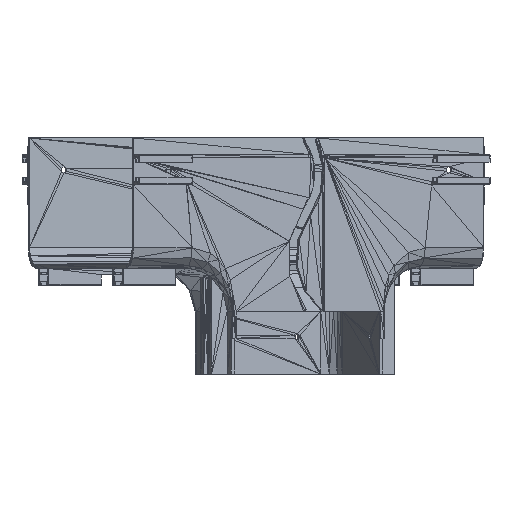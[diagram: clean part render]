
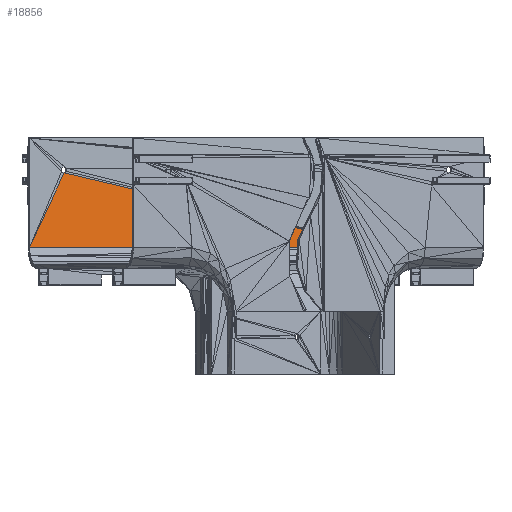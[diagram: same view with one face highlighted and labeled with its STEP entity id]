
A CAD part, front view. The second image highlights one B-rep face of the part: STEP entity #18856.
In plain terms, the highlighted planar face has unit normal (0.342, -0.94, 0.011).
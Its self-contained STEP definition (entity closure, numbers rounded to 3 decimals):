
#18579 = VERTEX_POINT('',#18580);
#18580 = CARTESIAN_POINT('',(-340.925,-6894.115,
    199.859));
#18594 = PLANE('',#18595);
#18595 = AXIS2_PLACEMENT_3D('',#18596,#18597,#18598);
#18596 = CARTESIAN_POINT('',(-483.342,-6946.456,
    198.153));
#18597 = DIRECTION('',(0.329,-0.905,0.268));
#18598 = DIRECTION('',(-0.94,-0.342,0.));
#18803 = VERTEX_POINT('',#18804);
#18804 = CARTESIAN_POINT('',(-622.833,-6996.721,
    199.859));
#18831 = EDGE_CURVE('',#18803,#18579,#18832,.T.);
#18832 = SURFACE_CURVE('',#18833,(#18837,#18844),.PCURVE_S1.);
#18833 = LINE('',#18834,#18835);
#18834 = CARTESIAN_POINT('',(-622.833,-6996.721,
    199.859));
#18835 = VECTOR('',#18836,1.);
#18836 = DIRECTION('',(0.94,0.342,0.));
#18837 = PCURVE('',#18594,#18838);
#18838 = DEFINITIONAL_REPRESENTATION('',(#18839),#18843);
#18839 = LINE('',#18840,#18841);
#18840 = CARTESIAN_POINT('',(148.271,-1.77));
#18841 = VECTOR('',#18842,1.);
#18842 = DIRECTION('',(-1.,0.));
#18843 = ( GEOMETRIC_REPRESENTATION_CONTEXT(2) 
PARAMETRIC_REPRESENTATION_CONTEXT() REPRESENTATION_CONTEXT('2D SPACE',''
  ) );
#18844 = PCURVE('',#18845,#18850);
#18845 = PLANE('',#18846);
#18846 = AXIS2_PLACEMENT_3D('',#18847,#18848,#18849);
#18847 = CARTESIAN_POINT('',(-489.114,-6947.862,
    215.894));
#18848 = DIRECTION('',(0.342,-0.94,0.011
    ));
#18849 = DIRECTION('',(-0.94,-0.342,0.));
#18850 = DEFINITIONAL_REPRESENTATION('',(#18851),#18855);
#18851 = LINE('',#18852,#18853);
#18852 = CARTESIAN_POINT('',(142.365,16.036));
#18853 = VECTOR('',#18854,1.);
#18854 = DIRECTION('',(-1.,0.));
#18855 = ( GEOMETRIC_REPRESENTATION_CONTEXT(2) 
PARAMETRIC_REPRESENTATION_CONTEXT() REPRESENTATION_CONTEXT('2D SPACE',''
  ) );
#18856 = ADVANCED_FACE('',(#18857),#18845,.T.);
#18857 = FACE_BOUND('',#18858,.T.);
#18858 = EDGE_LOOP('',(#18859,#18887,#18913));
#18859 = ORIENTED_EDGE('',*,*,#18860,.T.);
#18860 = EDGE_CURVE('',#18579,#18861,#18863,.T.);
#18861 = VERTEX_POINT('',#18862);
#18862 = CARTESIAN_POINT('',(-594.871,-6985.832,
    259.92));
#18863 = SURFACE_CURVE('',#18864,(#18868,#18875),.PCURVE_S1.);
#18864 = LINE('',#18865,#18866);
#18865 = CARTESIAN_POINT('',(-340.925,-6894.115,
    199.859));
#18866 = VECTOR('',#18867,1.);
#18867 = DIRECTION('',(-0.918,-0.332,0.217));
#18868 = PCURVE('',#18845,#18869);
#18869 = DEFINITIONAL_REPRESENTATION('',(#18870),#18874);
#18870 = LINE('',#18871,#18872);
#18871 = CARTESIAN_POINT('',(-157.635,16.036));
#18872 = VECTOR('',#18873,1.);
#18873 = DIRECTION('',(0.976,-0.217));
#18874 = ( GEOMETRIC_REPRESENTATION_CONTEXT(2) 
PARAMETRIC_REPRESENTATION_CONTEXT() REPRESENTATION_CONTEXT('2D SPACE',''
  ) );
#18875 = PCURVE('',#18876,#18881);
#18876 = PLANE('',#18877);
#18877 = AXIS2_PLACEMENT_3D('',#18878,#18879,#18880);
#18878 = CARTESIAN_POINT('',(-467.963,-6939.992,
    230.338));
#18879 = DIRECTION('',(0.342,-0.94,0.011)
  );
#18880 = DIRECTION('',(-0.94,-0.342,
    0.));
#18881 = DEFINITIONAL_REPRESENTATION('',(#18882),#18886);
#18882 = LINE('',#18883,#18884);
#18883 = CARTESIAN_POINT('',(-135.068,30.481));
#18884 = VECTOR('',#18885,1.);
#18885 = DIRECTION('',(0.976,-0.217));
#18886 = ( GEOMETRIC_REPRESENTATION_CONTEXT(2) 
PARAMETRIC_REPRESENTATION_CONTEXT() REPRESENTATION_CONTEXT('2D SPACE',''
  ) );
#18887 = ORIENTED_EDGE('',*,*,#18888,.T.);
#18888 = EDGE_CURVE('',#18861,#18803,#18889,.T.);
#18889 = SURFACE_CURVE('',#18890,(#18894,#18901),.PCURVE_S1.);
#18890 = LINE('',#18891,#18892);
#18891 = CARTESIAN_POINT('',(-594.871,-6985.832,
    259.92));
#18892 = VECTOR('',#18893,1.);
#18893 = DIRECTION('',(-0.416,-0.162,-0.895)
  );
#18894 = PCURVE('',#18845,#18895);
#18895 = DEFINITIONAL_REPRESENTATION('',(#18896),#18900);
#18896 = LINE('',#18897,#18898);
#18897 = CARTESIAN_POINT('',(112.365,-44.028));
#18898 = VECTOR('',#18899,1.);
#18899 = DIRECTION('',(0.447,0.895));
#18900 = ( GEOMETRIC_REPRESENTATION_CONTEXT(2) 
PARAMETRIC_REPRESENTATION_CONTEXT() REPRESENTATION_CONTEXT('2D SPACE',''
  ) );
#18901 = PCURVE('',#18902,#18907);
#18902 = PLANE('',#18903);
#18903 = AXIS2_PLACEMENT_3D('',#18904,#18905,#18906);
#18904 = CARTESIAN_POINT('',(-609.116,-6991.362,
    230.757));
#18905 = DIRECTION('',(0.342,-0.94,0.011
    ));
#18906 = DIRECTION('',(-0.94,-0.342,
    0.));
#18907 = DEFINITIONAL_REPRESENTATION('',(#18908),#18912);
#18908 = LINE('',#18909,#18910);
#18909 = CARTESIAN_POINT('',(-15.278,-29.165));
#18910 = VECTOR('',#18911,1.);
#18911 = DIRECTION('',(0.447,0.895));
#18912 = ( GEOMETRIC_REPRESENTATION_CONTEXT(2) 
PARAMETRIC_REPRESENTATION_CONTEXT() REPRESENTATION_CONTEXT('2D SPACE',''
  ) );
#18913 = ORIENTED_EDGE('',*,*,#18831,.T.);
